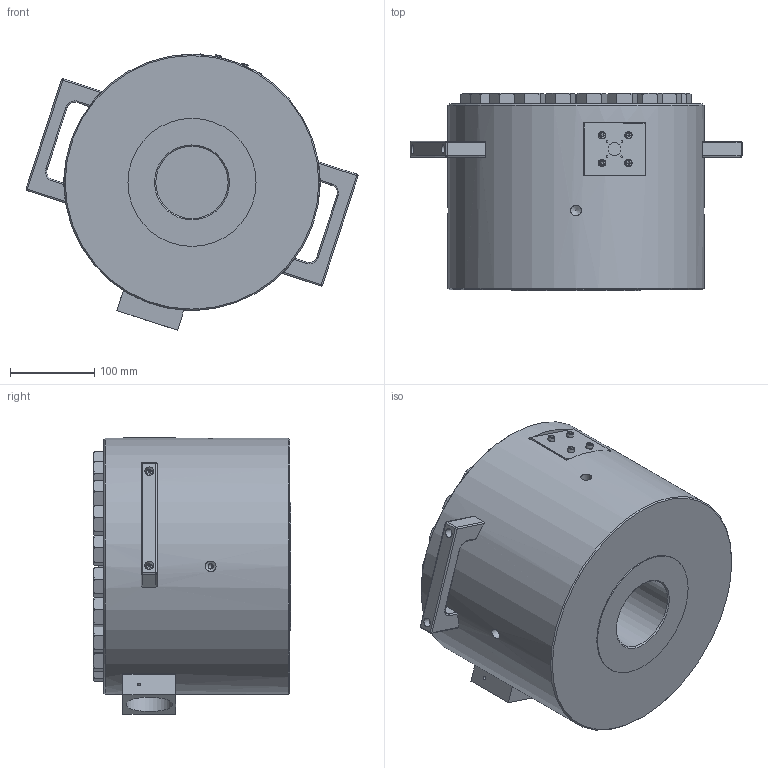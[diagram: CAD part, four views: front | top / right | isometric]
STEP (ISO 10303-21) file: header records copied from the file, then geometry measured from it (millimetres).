
FILE_DESCRIPTION((''),'2;1');
FILE_NAME('LCF705.stp','2010-11-05T14:20:10',('thomasl'),(''),'Autodesk Inventor 2008','Autodesk Inventor 2008','');
FILE_SCHEMA(('AUTOMOTIVE_DESIGN { 1 0 10303 214 1 1 1 1 }'));
Length unit declared in the file: inch
Products named in the file (2): LCF705; PART 1
Assembly tree (1 placements, depth 2):
  LCF705
    PART 1
Bounding box: 395.04 x 234.95 x 329 mm (x, y, z)
Volume: 15110543.4 mm3; surface area: 894654 mm2
Topology: 1 solids, 68 shells, 903 faces, 2015 edges, 1306 vertices
Faces by surface type: plane 443, cylinder 243, cone 179, bspline 22, torus 8, sphere 8
Full cylindrical faces by diameter (mm): 1.524 x6, 1.778 x6, 2.385 x4, 2.845 x4, 3.302 x4, 3.531 x1, 4.166 x8, 4.648 x4, 4.826 x12, 5.207 x4, 5.588 x8, 6.35 x10, 7.163 x4, 7.925 x8, 9.525 x6, 10.414 x4, 12.7 x4, 13.97 x1, 14.554 x1, 14.986 x1, 15.875 x2, 17.678 x40, 19.507 x20, 20.066 x20, 36.83 x1, 55.321 x1, 86.106 x2, 142.24 x2, 144.78 x2, 144.831 x2
Entity records: 23794 total; most frequent: CARTESIAN_POINT 6366, DIRECTION 3580, ORIENTED_EDGE 3008, EDGE_CURVE 1504, AXIS2_PLACEMENT_3D 1502, EDGE_LOOP 1440, VERTEX_POINT 1162, FACE_OUTER_BOUND 902
